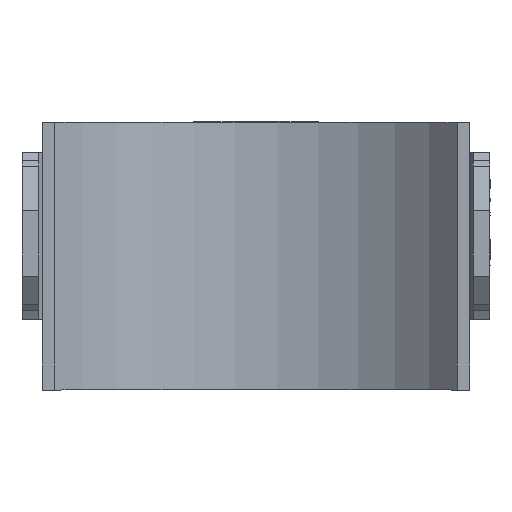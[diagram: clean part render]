
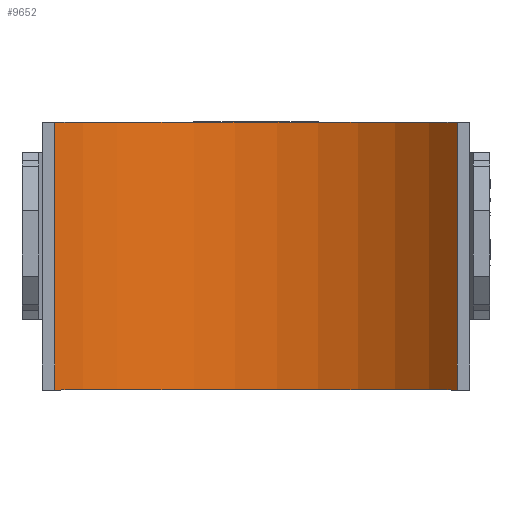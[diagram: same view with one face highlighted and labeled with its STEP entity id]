
A CAD part, front view. The second image highlights one B-rep face of the part: STEP entity #9652.
In plain terms, the highlighted cylindrical face has radius 38.5 mm (diameter 77 mm), a partial arc.
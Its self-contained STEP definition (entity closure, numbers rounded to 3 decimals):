
#756 = LINE ( 'NONE', #3394, #10969 ) ;
#797 = ORIENTED_EDGE ( 'NONE', *, *, #1314, .F. ) ;
#878 = CIRCLE ( 'NONE', #4124, 38.5 ) ;
#1251 = AXIS2_PLACEMENT_3D ( 'NONE', #4907, #9566, #5082 ) ;
#1314 = EDGE_CURVE ( 'NONE', #11783, #7632, #6166, .T. ) ;
#1418 = EDGE_LOOP ( 'NONE', ( #5667, #11049, #797, #3779 ) ) ;
#1773 = DIRECTION ( 'NONE',  ( 0., 0., -1. ) ) ;
#2432 = CARTESIAN_POINT ( 'NONE',  ( -30.104, -14.5, -20. ) ) ;
#3118 = CARTESIAN_POINT ( 'NONE',  ( 30.104, -14.5, 20. ) ) ;
#3394 = CARTESIAN_POINT ( 'NONE',  ( 30.104, -14.5, 20. ) ) ;
#3779 = ORIENTED_EDGE ( 'NONE', *, *, #6738, .T. ) ;
#4124 = AXIS2_PLACEMENT_3D ( 'NONE', #11692, #4369, #10683 ) ;
#4369 = DIRECTION ( 'NONE',  ( 0., 0., -1. ) ) ;
#4849 = CYLINDRICAL_SURFACE ( 'NONE', #1251, 38.5 ) ;
#4907 = CARTESIAN_POINT ( 'NONE',  ( 0., -38.5, 20. ) ) ;
#5028 = DIRECTION ( 'NONE',  ( 0., 0., -1. ) ) ;
#5082 = DIRECTION ( 'NONE',  ( -1., 0., 0. ) ) ;
#5593 = AXIS2_PLACEMENT_3D ( 'NONE', #8997, #1773, #10725 ) ;
#5667 = ORIENTED_EDGE ( 'NONE', *, *, #8704, .T. ) ;
#6030 = VERTEX_POINT ( 'NONE', #6508 ) ;
#6166 = CIRCLE ( 'NONE', #5593, 38.5 ) ;
#6508 = CARTESIAN_POINT ( 'NONE',  ( 30.104, -14.5, -20. ) ) ;
#6738 = EDGE_CURVE ( 'NONE', #11783, #8353, #11342, .T. ) ;
#6941 = CARTESIAN_POINT ( 'NONE',  ( -30.104, -14.5, 20. ) ) ;
#7632 = VERTEX_POINT ( 'NONE', #3118 ) ;
#7931 = DIRECTION ( 'NONE',  ( 0., 0., -1. ) ) ;
#8353 = VERTEX_POINT ( 'NONE', #2432 ) ;
#8505 = FACE_OUTER_BOUND ( 'NONE', #1418, .T. ) ;
#8704 = EDGE_CURVE ( 'NONE', #8353, #6030, #878, .T. ) ;
#8997 = CARTESIAN_POINT ( 'NONE',  ( 0., -38.5, 20. ) ) ;
#9341 = VECTOR ( 'NONE', #5028, 1000. ) ;
#9391 = CARTESIAN_POINT ( 'NONE',  ( -30.104, -14.5, 20. ) ) ;
#9566 = DIRECTION ( 'NONE',  ( 0., 0., -1. ) ) ;
#9652 = ADVANCED_FACE ( 'NONE', ( #8505 ), #4849, .F. ) ;
#10080 = EDGE_CURVE ( 'NONE', #7632, #6030, #756, .T. ) ;
#10683 = DIRECTION ( 'NONE',  ( 1., 0., 0. ) ) ;
#10725 = DIRECTION ( 'NONE',  ( 1., 0., 0. ) ) ;
#10969 = VECTOR ( 'NONE', #7931, 1000. ) ;
#11049 = ORIENTED_EDGE ( 'NONE', *, *, #10080, .F. ) ;
#11342 = LINE ( 'NONE', #9391, #9341 ) ;
#11692 = CARTESIAN_POINT ( 'NONE',  ( 0., -38.5, -20. ) ) ;
#11783 = VERTEX_POINT ( 'NONE', #6941 ) ;
